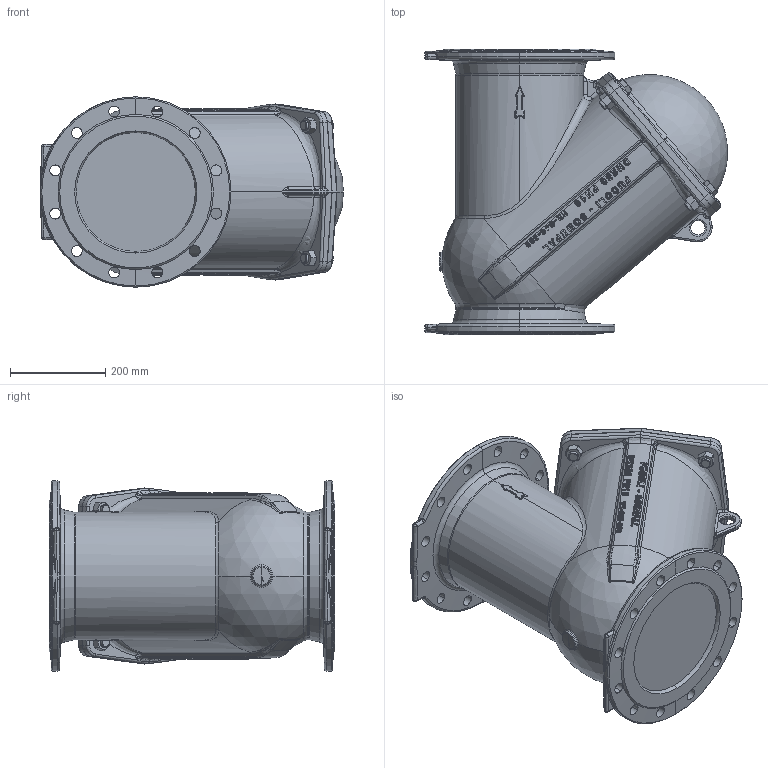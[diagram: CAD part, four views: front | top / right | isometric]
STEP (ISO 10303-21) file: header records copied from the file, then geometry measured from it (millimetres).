
FILE_DESCRIPTION (( 'STEP AP214' ), '1' );
FILE_NAME ('VALV RET BOLA FL DN250 PN16.STEP', '2014-09-29T17:49:57', ( '' ), ( '' ), 'SwSTEP 2.0', 'SolidWorks 2014', '' );
FILE_SCHEMA (( 'AUTOMOTIVE_DESIGN' ));
Length unit declared in the file: millimetre
Products named in the file (1): VALV RET BOLA FL DN250 PN16
Bounding box: 636.19 x 600 x 400 mm (x, y, z)
Volume: 67623115.7 mm3; surface area: 1374057.5 mm2
Topology: 1 solids, 1 shells, 2065 faces, 5304 edges, 3366 vertices
Faces by surface type: bspline 1293, cylinder 298, plane 246, cone 120, torus 66, sphere 42
Entity records: 184342 total; most frequent: CARTESIAN_POINT 143718, ORIENTED_EDGE 10576, EDGE_CURVE 5288, B_SPLINE_CURVE_WITH_KNOTS 3886, DIRECTION 3559, VERTEX_POINT 3366, EDGE_LOOP 2256, ADVANCED_FACE 2065
